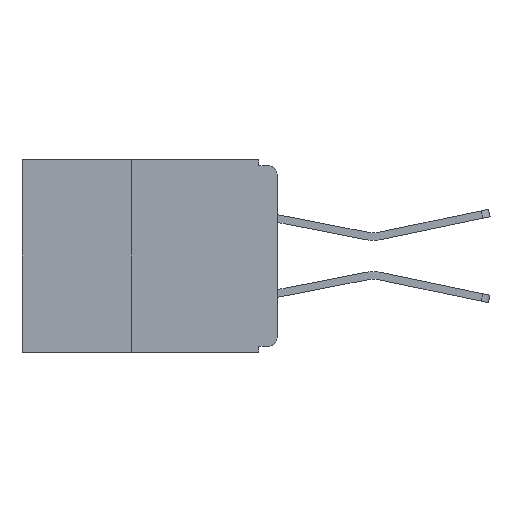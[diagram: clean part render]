
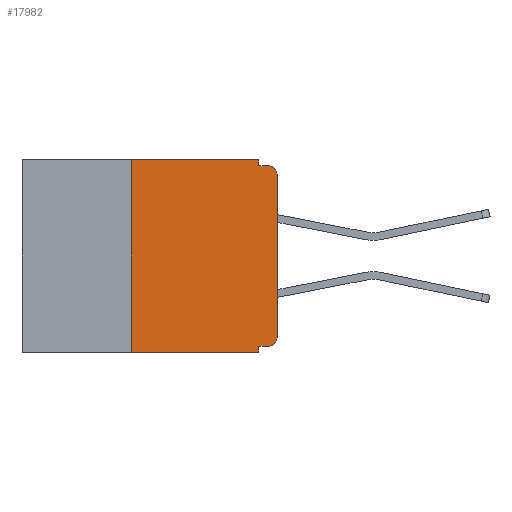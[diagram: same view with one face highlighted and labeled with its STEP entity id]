
A CAD part, left-side view. The second image highlights one B-rep face of the part: STEP entity #17982.
In plain terms, the highlighted planar face has unit normal (-1, 0, 0).
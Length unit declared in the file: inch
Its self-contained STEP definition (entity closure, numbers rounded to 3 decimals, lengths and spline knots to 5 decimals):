
#991 = VECTOR ( 'NONE', #33096, 39.37008 ) ;
#1868 = EDGE_CURVE ( 'NONE', #27187, #12762, #21827, .T. ) ;
#2102 = VECTOR ( 'NONE', #33961, 39.37008 ) ;
#2954 = CARTESIAN_POINT ( 'NONE',  ( 0., 0.25, -0.33 ) ) ;
#3438 = ORIENTED_EDGE ( 'NONE', *, *, #1868, .T. ) ;
#3726 = ORIENTED_EDGE ( 'NONE', *, *, #7080, .T. ) ;
#3893 = ORIENTED_EDGE ( 'NONE', *, *, #30227, .F. ) ;
#4236 = ORIENTED_EDGE ( 'NONE', *, *, #6255, .F. ) ;
#4334 = VERTEX_POINT ( 'NONE', #34479 ) ;
#4771 = ORIENTED_EDGE ( 'NONE', *, *, #26095, .F. ) ;
#5081 = ORIENTED_EDGE ( 'NONE', *, *, #14901, .F. ) ;
#5335 = ORIENTED_EDGE ( 'NONE', *, *, #21262, .F. ) ;
#5639 = ORIENTED_EDGE ( 'NONE', *, *, #30497, .T. ) ;
#5776 = ORIENTED_EDGE ( 'NONE', *, *, #25776, .F. ) ;
#6255 = EDGE_CURVE ( 'NONE', #33796, #21243, #25471, .T. ) ;
#6270 = CARTESIAN_POINT ( 'NONE',  ( 0., 0.031, 0. ) ) ;
#6450 = DIRECTION ( 'NONE',  ( 0., 1., 0. ) ) ;
#7080 = EDGE_CURVE ( 'NONE', #12762, #4334, #13709, .T. ) ;
#7290 = DIRECTION ( 'NONE',  ( -1., 0., 0. ) ) ;
#7300 = CIRCLE ( 'NONE', #27000, 0.015 ) ;
#7795 = VERTEX_POINT ( 'NONE', #12807 ) ;
#10024 = DIRECTION ( 'NONE',  ( 0., -1., 0. ) ) ;
#11010 = VERTEX_POINT ( 'NONE', #19250 ) ;
#12368 = PLANE ( 'NONE',  #25077 ) ;
#12762 = VERTEX_POINT ( 'NONE', #19501 ) ;
#12807 = CARTESIAN_POINT ( 'NONE',  ( 0., 0.25, 0. ) ) ;
#12863 = DIRECTION ( 'NONE',  ( 0., 0., 1. ) ) ;
#13023 = CARTESIAN_POINT ( 'NONE',  ( 0., 0.015, -0.305 ) ) ;
#13709 = CIRCLE ( 'NONE', #27715, 0.015 ) ;
#13769 = CARTESIAN_POINT ( 'NONE',  ( 0., 0., -0.305 ) ) ;
#14065 = LINE ( 'NONE', #33043, #28243 ) ;
#14901 = EDGE_CURVE ( 'NONE', #32545, #7795, #23572, .T. ) ;
#15040 = VECTOR ( 'NONE', #6450, 39.37008 ) ;
#15071 = DIRECTION ( 'NONE',  ( 1., 0., 0. ) ) ;
#15486 = ORIENTED_EDGE ( 'NONE', *, *, #19881, .T. ) ;
#15716 = DIRECTION ( 'NONE',  ( 0., 0., -1. ) ) ;
#17106 = DIRECTION ( 'NONE',  ( 0., 0., -1. ) ) ;
#17114 = DIRECTION ( 'NONE',  ( 0., -1., 0. ) ) ;
#17281 = VECTOR ( 'NONE', #12863, 39.37008 ) ;
#17432 = LINE ( 'NONE', #20651, #2102 ) ;
#17982 = ADVANCED_FACE ( 'NONE', ( #18938 ), #12368, .F. ) ;
#18400 = VECTOR ( 'NONE', #17106, 39.37008 ) ;
#18938 = FACE_OUTER_BOUND ( 'NONE', #21149, .T. ) ;
#18986 = CARTESIAN_POINT ( 'NONE',  ( 0., 0.031, 0. ) ) ;
#19250 = CARTESIAN_POINT ( 'NONE',  ( 0., 0.015, -0.32 ) ) ;
#19283 = VERTEX_POINT ( 'NONE', #31056 ) ;
#19501 = CARTESIAN_POINT ( 'NONE',  ( 0., 0., -0.025 ) ) ;
#19881 = EDGE_CURVE ( 'NONE', #32545, #19283, #32501, .T. ) ;
#19890 = CARTESIAN_POINT ( 'NONE',  ( 0., 0., -0.32 ) ) ;
#20052 = LINE ( 'NONE', #23819, #32487 ) ;
#20651 = CARTESIAN_POINT ( 'NONE',  ( 0., 0.031, -0.33 ) ) ;
#20934 = CARTESIAN_POINT ( 'NONE',  ( 0., 0.031, -0.32 ) ) ;
#21149 = EDGE_LOOP ( 'NONE', ( #3438, #3726, #3893, #4236, #4771, #5081, #15486, #5335, #5776, #5639 ) ) ;
#21243 = VERTEX_POINT ( 'NONE', #31079 ) ;
#21262 = EDGE_CURVE ( 'NONE', #29376, #19283, #17432, .T. ) ;
#21827 = LINE ( 'NONE', #33896, #991 ) ;
#23003 = LINE ( 'NONE', #19890, #15040 ) ;
#23369 = CARTESIAN_POINT ( 'NONE',  ( 0., 0.015, -0.025 ) ) ;
#23572 = LINE ( 'NONE', #28834, #17281 ) ;
#23819 = CARTESIAN_POINT ( 'NONE',  ( 0., 0.437, 0. ) ) ;
#25077 = AXIS2_PLACEMENT_3D ( 'NONE', #28342, #15071, #33664 ) ;
#25469 = VECTOR ( 'NONE', #10024, 39.37008 ) ;
#25471 = LINE ( 'NONE', #6270, #18400 ) ;
#25776 = EDGE_CURVE ( 'NONE', #11010, #29376, #23003, .T. ) ;
#26061 = DIRECTION ( 'NONE',  ( 0., 0., -1. ) ) ;
#26062 = CARTESIAN_POINT ( 'NONE',  ( 0., 0.437, -0.33 ) ) ;
#26095 = EDGE_CURVE ( 'NONE', #7795, #33796, #20052, .T. ) ;
#27000 = AXIS2_PLACEMENT_3D ( 'NONE', #13023, #31640, #15716 ) ;
#27187 = VERTEX_POINT ( 'NONE', #13769 ) ;
#27715 = AXIS2_PLACEMENT_3D ( 'NONE', #23369, #7290, #26061 ) ;
#28243 = VECTOR ( 'NONE', #17114, 39.37008 ) ;
#28342 = CARTESIAN_POINT ( 'NONE',  ( 0., 0.437, 0. ) ) ;
#28834 = CARTESIAN_POINT ( 'NONE',  ( 0., 0.25, -0.33 ) ) ;
#29376 = VERTEX_POINT ( 'NONE', #20934 ) ;
#30227 = EDGE_CURVE ( 'NONE', #21243, #4334, #14065, .T. ) ;
#30497 = EDGE_CURVE ( 'NONE', #11010, #27187, #7300, .T. ) ;
#31056 = CARTESIAN_POINT ( 'NONE',  ( 0., 0.031, -0.33 ) ) ;
#31079 = CARTESIAN_POINT ( 'NONE',  ( 0., 0.031, -0.01 ) ) ;
#31640 = DIRECTION ( 'NONE',  ( -1., 0., 0. ) ) ;
#31826 = DIRECTION ( 'NONE',  ( 0., -1., 0. ) ) ;
#32487 = VECTOR ( 'NONE', #31826, 39.37008 ) ;
#32501 = LINE ( 'NONE', #26062, #25469 ) ;
#32545 = VERTEX_POINT ( 'NONE', #2954 ) ;
#33043 = CARTESIAN_POINT ( 'NONE',  ( 0., 0., -0.01 ) ) ;
#33096 = DIRECTION ( 'NONE',  ( 0., 0., 1. ) ) ;
#33664 = DIRECTION ( 'NONE',  ( 0., 0., -1. ) ) ;
#33796 = VERTEX_POINT ( 'NONE', #18986 ) ;
#33896 = CARTESIAN_POINT ( 'NONE',  ( 0., 0., 0. ) ) ;
#33961 = DIRECTION ( 'NONE',  ( 0., 0., -1. ) ) ;
#34479 = CARTESIAN_POINT ( 'NONE',  ( 0., 0.015, -0.01 ) ) ;
